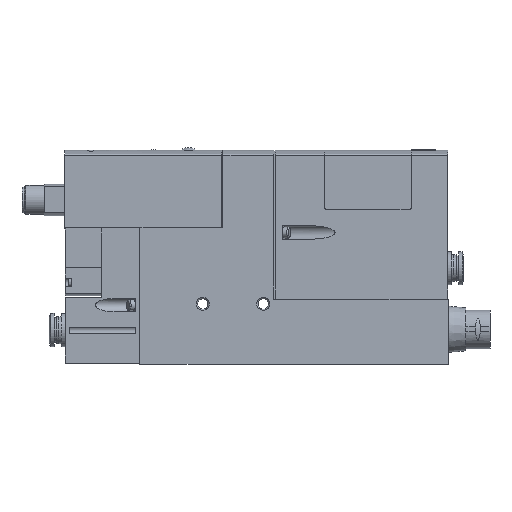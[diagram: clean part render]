
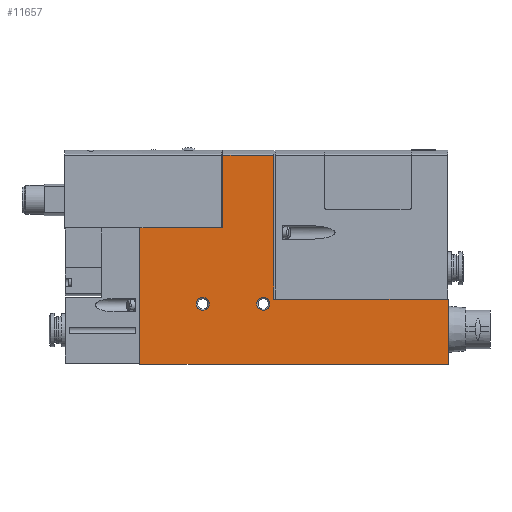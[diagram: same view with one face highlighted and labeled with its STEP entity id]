
A CAD part, top view. The second image highlights one B-rep face of the part: STEP entity #11657.
In plain terms, the highlighted planar face has unit normal (0, 0, 1).
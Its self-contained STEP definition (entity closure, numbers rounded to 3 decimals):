
#401=LINE('',#15893,#1015);
#492=LINE('',#16126,#1106);
#818=LINE('',#17429,#1432);
#822=LINE('',#17448,#1436);
#825=LINE('',#17456,#1439);
#832=LINE('',#17466,#1446);
#833=LINE('',#17468,#1447);
#835=LINE('',#17479,#1449);
#1015=VECTOR('',#13102,1000.);
#1106=VECTOR('',#13283,1000.);
#1432=VECTOR('',#14735,1000.);
#1436=VECTOR('',#14753,1000.);
#1439=VECTOR('',#14760,1000.);
#1446=VECTOR('',#14769,1000.);
#1447=VECTOR('',#14772,1000.);
#1449=VECTOR('',#14784,1000.);
#1674=PLANE('',#12557);
#3448=ORIENTED_EDGE('',*,*,#5049,.T.);
#3449=ORIENTED_EDGE('',*,*,#5050,.T.);
#3450=ORIENTED_EDGE('',*,*,#5045,.T.);
#3451=ORIENTED_EDGE('',*,*,#4385,.T.);
#3452=ORIENTED_EDGE('',*,*,#5023,.T.);
#3453=ORIENTED_EDGE('',*,*,#5033,.T.);
#3454=ORIENTED_EDGE('',*,*,#5037,.T.);
#3455=ORIENTED_EDGE('',*,*,#5044,.T.);
#3456=ORIENTED_EDGE('',*,*,#4266,.T.);
#3457=ORIENTED_EDGE('',*,*,#5051,.T.);
#4266=EDGE_CURVE('',#5427,#5436,#401,.T.);
#4385=EDGE_CURVE('',#5534,#5533,#492,.T.);
#5023=EDGE_CURVE('',#5533,#5947,#818,.T.);
#5033=EDGE_CURVE('',#5947,#5955,#822,.T.);
#5037=EDGE_CURVE('',#5955,#5958,#825,.T.);
#5044=EDGE_CURVE('',#5958,#5427,#832,.T.);
#5045=EDGE_CURVE('',#5961,#5534,#833,.T.);
#5049=EDGE_CURVE('',#5963,#5963,#6545,.T.);
#5050=EDGE_CURVE('',#5964,#5964,#6546,.T.);
#5051=EDGE_CURVE('',#5436,#5961,#835,.T.);
#5427=VERTEX_POINT('',#15874);
#5436=VERTEX_POINT('',#15892);
#5533=VERTEX_POINT('',#16125);
#5534=VERTEX_POINT('',#16127);
#5947=VERTEX_POINT('',#17428);
#5955=VERTEX_POINT('',#17447);
#5958=VERTEX_POINT('',#17455);
#5961=VERTEX_POINT('',#17469);
#5963=VERTEX_POINT('',#17476);
#5964=VERTEX_POINT('',#17478);
#6545=CIRCLE('',#12558,2.65);
#6546=CIRCLE('',#12559,2.65);
#7037=EDGE_LOOP('',(#3448));
#7038=EDGE_LOOP('',(#3449));
#7039=EDGE_LOOP('',(#3450,#3451,#3452,#3453,#3454,#3455,#3456,#3457));
#7709=FACE_BOUND('',#7037,.T.);
#7710=FACE_BOUND('',#7038,.T.);
#7711=FACE_BOUND('',#7039,.T.);
#11657=ADVANCED_FACE('',(#7709,#7710,#7711),#1674,.T.);
#12557=AXIS2_PLACEMENT_3D('',#17474,#14778,#14779);
#12558=AXIS2_PLACEMENT_3D('',#17475,#14780,#14781);
#12559=AXIS2_PLACEMENT_3D('',#17477,#14782,#14783);
#13102=DIRECTION('',(0.,1.,0.));
#13283=DIRECTION('',(-1.,0.,0.));
#14735=DIRECTION('',(0.,-1.,0.));
#14753=DIRECTION('',(1.,0.,0.));
#14760=DIRECTION('',(0.,1.,0.));
#14769=DIRECTION('',(-1.,0.,0.));
#14772=DIRECTION('',(0.,-1.,0.));
#14778=DIRECTION('',(0.,0.,1.));
#14779=DIRECTION('',(1.,0.,0.));
#14780=DIRECTION('',(0.,0.,-1.));
#14781=DIRECTION('',(-1.,0.,0.));
#14782=DIRECTION('',(0.,0.,-1.));
#14783=DIRECTION('',(-1.,0.,0.));
#14784=DIRECTION('',(-1.,0.,0.));
#15874=CARTESIAN_POINT('',(86.3,27.,10.25));
#15892=CARTESIAN_POINT('',(86.3,86.442,10.25));
#15893=CARTESIAN_POINT('',(86.3,27.,10.25));
#16125=CARTESIAN_POINT('',(31.,56.4,10.25));
#16126=CARTESIAN_POINT('',(65.3,56.4,10.25));
#16127=CARTESIAN_POINT('',(65.3,56.4,10.25));
#17428=CARTESIAN_POINT('',(31.,0.,10.25));
#17429=CARTESIAN_POINT('',(31.,56.4,10.25));
#17447=CARTESIAN_POINT('',(158.5,0.,10.25));
#17448=CARTESIAN_POINT('',(31.,0.,10.25));
#17455=CARTESIAN_POINT('',(158.5,27.,10.25));
#17456=CARTESIAN_POINT('',(158.5,0.,10.25));
#17466=CARTESIAN_POINT('',(158.5,27.,10.25));
#17468=CARTESIAN_POINT('',(65.3,90.,10.25));
#17469=CARTESIAN_POINT('',(65.3,86.442,10.25));
#17474=CARTESIAN_POINT('',(0.,0.,10.25));
#17475=CARTESIAN_POINT('',(82.,25.,10.25));
#17476=CARTESIAN_POINT('',(79.35,25.,10.25));
#17477=CARTESIAN_POINT('',(57.,25.,10.25));
#17478=CARTESIAN_POINT('',(54.35,25.,10.25));
#17479=CARTESIAN_POINT('',(86.3,86.442,10.25));
